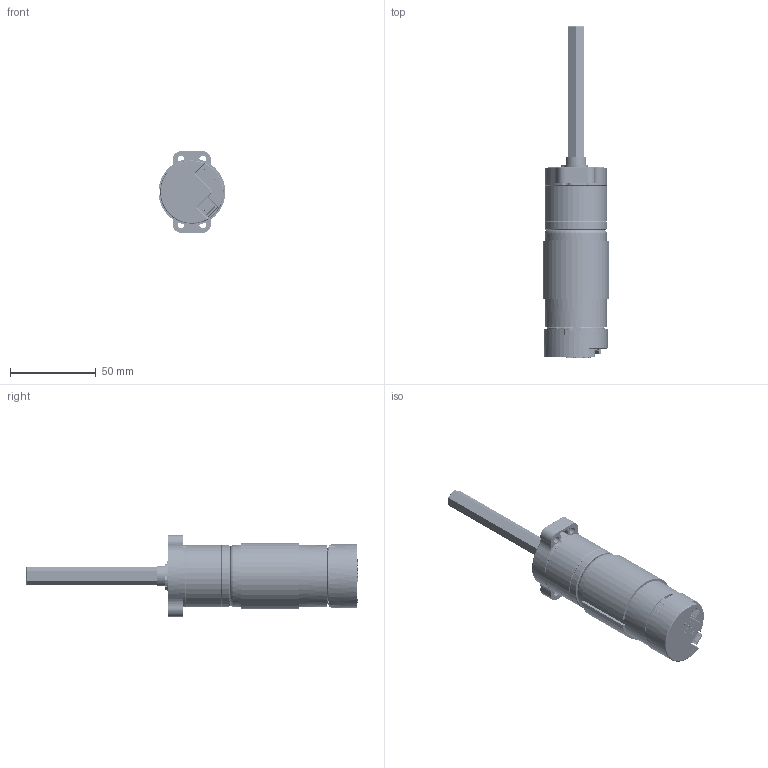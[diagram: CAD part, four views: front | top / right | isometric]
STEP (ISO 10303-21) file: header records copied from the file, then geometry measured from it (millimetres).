
FILE_DESCRIPTION (( 'STEP AP214' ), '1' );
FILE_NAME ('am-5550_0300_019 NeveRest Hex 19.2 Gearmotor, 3IN Shaft.STEP', '2025-03-14T17:14:08', ( '' ), ( '' ), 'SwSTEP 2.0', 'SolidWorks 2024', '' );
FILE_SCHEMA (( 'AUTOMOTIVE_DESIGN' ));
Length unit declared in the file: inch
Products named in the file (21): am-3104c NeveRest Hex Encoder Magnet; am-5550_0300_019 NeveRest Hex 19.2 Gearmotor, 3IN Shaft; am-3104c NeveRest Hex Bare Motor; 3x8 Steel Dowel_93600A303; am-3104c NeveRest Hex Motor; 12mm External Retaining Ring; am-5550g_0300_019 NeveRest Hex 19.2 Gearbox, 3IN Shaft; NeveRest Hex Output Block; 12x18x0.2 Shim; am-3104c_plate NeveRest Hex Motor Plate; am-3104c NeveRest Hex Encoder PCB; NeveRest Hex Shaft 375H 3IN Long; am-3104c NeveRest Hex Encoder Reader; JST-VH-2 Connector PCB Mount (Male); NeveRest Hex 2 Stage Ring Gear; am-3104c_cap NeveRest Hex Encoder Cap; JST-XH-4 Connector PCB Mount (Male); 12x21x9 Bearing; M3x32 SHCS_M3x32 SHCS; am-3104c NeveRest Hex Encoder Mount; 12x24x6 Bearing
Assembly tree (26 placements, depth 3):
  am-5550_0300_019 NeveRest Hex 19.2 Gearmotor, 3IN Shaft
    am-3104c NeveRest Hex Motor
      am-3104c NeveRest Hex Encoder Mount
      JST-VH-2 Connector PCB Mount (Male)
      am-3104c NeveRest Hex Encoder Magnet
      am-3104c NeveRest Hex Encoder PCB
      am-3104c NeveRest Hex Bare Motor
      JST-XH-4 Connector PCB Mount (Male)
      am-3104c NeveRest Hex Encoder Reader  x2
      am-3104c_cap NeveRest Hex Encoder Cap
    am-5550g_0300_019 NeveRest Hex 19.2 Gearbox, 3IN Shaft
      NeveRest Hex 2 Stage Ring Gear
      NeveRest Hex Output Block
      3x8 Steel Dowel_93600A303  x3
      NeveRest Hex Shaft 375H 3IN Long
      M3x32 SHCS_M3x32 SHCS  x4
      am-3104c_plate NeveRest Hex Motor Plate
      12x21x9 Bearing
      12x24x6 Bearing
      12x18x0.2 Shim
      12mm External Retaining Ring
Bounding box: 38.9 x 193.65 x 47.62 mm (x, y, z)
Volume: 108327.3 mm3; surface area: 51289.3 mm2
Topology: 28 solids, 28 shells, 9330 faces, 22941 edges, 13710 vertices
Faces by surface type: bspline 3365, cylinder 2347, plane 1554, torus 1200, cone 539, sphere 325
Entity records: 189641 total; most frequent: CARTESIAN_POINT 86702, ORIENTED_EDGE 22644, DIRECTION 20050, EDGE_CURVE 11322, AXIS2_PLACEMENT_3D 8121, VERTEX_POINT 7013, EDGE_LOOP 4853, CIRCLE 4597
